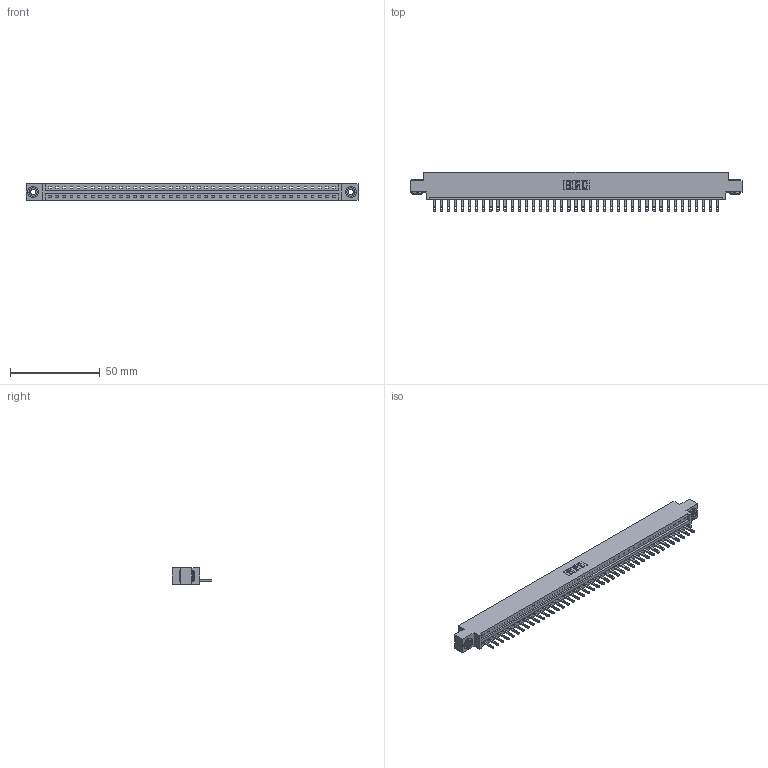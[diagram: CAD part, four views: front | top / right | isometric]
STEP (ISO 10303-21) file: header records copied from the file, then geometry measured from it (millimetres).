
FILE_DESCRIPTION (( 'STEP AP203' ), '1' );
FILE_NAME ('337-041-500-603.STEP', '2018-08-08T21:09:03', ( '' ), ( '' ), 'SwSTEP 2.0', 'SolidWorks 2016', '' );
FILE_SCHEMA (( 'CONFIG_CONTROL_DESIGN' ));
Length unit declared in the file: inch
Products named in the file (4): 337 Part_0.170 Offset - 0.156 Dia-TH; 345-292-001_345-293-100; 345-250-002_345-250-002-102; 337-041-500-603
Assembly tree (44 placements, depth 2):
  337-041-500-603
    337 Part_0.170 Offset - 0.156 Dia-TH
    345-292-001_345-293-100  x41
    345-250-002_345-250-002-102  x2
Bounding box: 185.47 x 21.85 x 9.4 mm (x, y, z)
Volume: 19191.3 mm3; surface area: 20250.7 mm2
Topology: 44 solids, 44 shells, 2534 faces, 7779 edges, 5182 vertices
Faces by surface type: plane 1724, cylinder 802, cone 8
Entity records: 31318 total; most frequent: CARTESIAN_POINT 5432, ORIENTED_EDGE 5402, DIRECTION 4609, EDGE_CURVE 2701, LINE 2545, VECTOR 2545, VERTEX_POINT 1798, AXIS2_PLACEMENT_3D 1032
